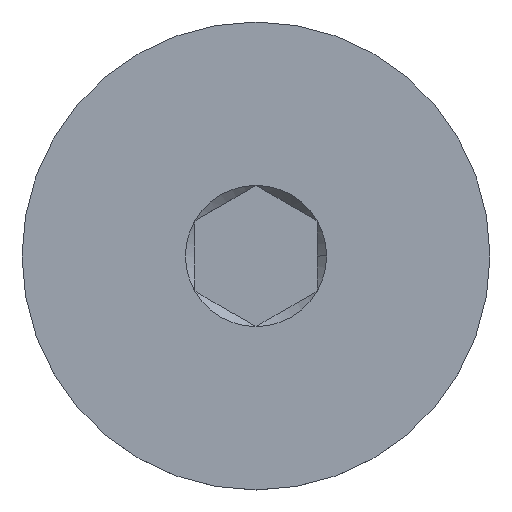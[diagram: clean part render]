
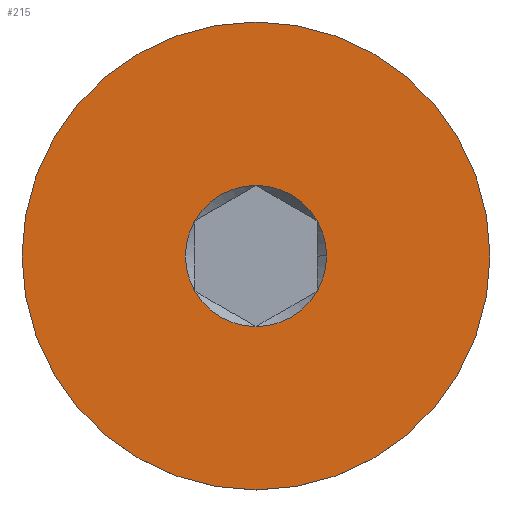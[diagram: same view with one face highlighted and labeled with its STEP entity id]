
A CAD part, top view. The second image highlights one B-rep face of the part: STEP entity #215.
In plain terms, the highlighted planar face has unit normal (0, 0, 1).
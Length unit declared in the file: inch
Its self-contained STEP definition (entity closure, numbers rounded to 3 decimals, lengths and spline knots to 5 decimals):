
#15 = CIRCLE ( 'NONE', #140, 0.05413 ) ;
#16 = DIRECTION ( 'NONE',  ( 1., 0., 0. ) ) ;
#22 = CARTESIAN_POINT ( 'NONE',  ( 0.04688, -0.02706, 0. ) ) ;
#33 = CARTESIAN_POINT ( 'NONE',  ( 0., 0., 0. ) ) ;
#42 = CARTESIAN_POINT ( 'NONE',  ( 0., -0.1795, 0. ) ) ;
#70 = CARTESIAN_POINT ( 'NONE',  ( 0., 0., 0. ) ) ;
#76 = EDGE_CURVE ( 'NONE', #134, #374, #625, .T. ) ;
#85 = EDGE_LOOP ( 'NONE', ( #96, #587, #129, #163, #442, #733, #610 ) ) ;
#86 = DIRECTION ( 'NONE',  ( 1., 0., 0. ) ) ;
#96 = ORIENTED_EDGE ( 'NONE', *, *, #380, .F. ) ;
#97 = CIRCLE ( 'NONE', #679, 0.05413 ) ;
#121 = AXIS2_PLACEMENT_3D ( 'NONE', #210, #142, #156 ) ;
#129 = ORIENTED_EDGE ( 'NONE', *, *, #579, .F. ) ;
#132 = DIRECTION ( 'NONE',  ( 1., 0., 0. ) ) ;
#134 = VERTEX_POINT ( 'NONE', #673 ) ;
#135 = DIRECTION ( 'NONE',  ( 1., 0., 0. ) ) ;
#140 = AXIS2_PLACEMENT_3D ( 'NONE', #292, #287, #409 ) ;
#142 = DIRECTION ( 'NONE',  ( 0., 0., -1. ) ) ;
#146 = VERTEX_POINT ( 'NONE', #22 ) ;
#156 = DIRECTION ( 'NONE',  ( 0., 1., 0. ) ) ;
#157 = EDGE_CURVE ( 'NONE', #584, #362, #546, .T. ) ;
#162 = CARTESIAN_POINT ( 'NONE',  ( -0.04688, 0.02706, 0. ) ) ;
#163 = ORIENTED_EDGE ( 'NONE', *, *, #569, .F. ) ;
#167 = DIRECTION ( 'NONE',  ( 0., 0., 1. ) ) ;
#178 = DIRECTION ( 'NONE',  ( 0., 0., 1. ) ) ;
#187 = EDGE_LOOP ( 'NONE', ( #652, #601 ) ) ;
#206 = EDGE_CURVE ( 'NONE', #362, #584, #460, .T. ) ;
#207 = DIRECTION ( 'NONE',  ( 0., 0., 1. ) ) ;
#210 = CARTESIAN_POINT ( 'NONE',  ( 0., 0., 0. ) ) ;
#215 = ADVANCED_FACE ( 'NONE', ( #454, #622 ), #634, .F. ) ;
#219 = CARTESIAN_POINT ( 'NONE',  ( 0.05413, 0., 0. ) ) ;
#230 = AXIS2_PLACEMENT_3D ( 'NONE', #603, #178, #132 ) ;
#251 = DIRECTION ( 'NONE',  ( 0., 0., -1. ) ) ;
#261 = DIRECTION ( 'NONE',  ( 0., 0., 1. ) ) ;
#269 = DIRECTION ( 'NONE',  ( 0., 0., -1. ) ) ;
#271 = DIRECTION ( 'NONE',  ( 1., 0., 0. ) ) ;
#275 = AXIS2_PLACEMENT_3D ( 'NONE', #678, #261, #86 ) ;
#278 = EDGE_CURVE ( 'NONE', #484, #531, #498, .T. ) ;
#287 = DIRECTION ( 'NONE',  ( 0., 0., 1. ) ) ;
#292 = CARTESIAN_POINT ( 'NONE',  ( 0., 0., 0. ) ) ;
#302 = DIRECTION ( 'NONE',  ( 0., 0., 1. ) ) ;
#342 = AXIS2_PLACEMENT_3D ( 'NONE', #646, #167, #763 ) ;
#362 = VERTEX_POINT ( 'NONE', #42 ) ;
#374 = VERTEX_POINT ( 'NONE', #162 ) ;
#380 = EDGE_CURVE ( 'NONE', #720, #134, #408, .T. ) ;
#389 = DIRECTION ( 'NONE',  ( 0., -1., 0. ) ) ;
#395 = CARTESIAN_POINT ( 'NONE',  ( 0., 0., 0. ) ) ;
#396 = EDGE_CURVE ( 'NONE', #374, #484, #15, .T. ) ;
#408 = CIRCLE ( 'NONE', #342, 0.05413 ) ;
#409 = DIRECTION ( 'NONE',  ( 1., 0., 0. ) ) ;
#442 = ORIENTED_EDGE ( 'NONE', *, *, #278, .F. ) ;
#453 = AXIS2_PLACEMENT_3D ( 'NONE', #395, #207, #271 ) ;
#454 = FACE_OUTER_BOUND ( 'NONE', #187, .T. ) ;
#460 = CIRCLE ( 'NONE', #509, 0.1795 ) ;
#473 = CARTESIAN_POINT ( 'NONE',  ( 0., -0.05413, 0. ) ) ;
#479 = VERTEX_POINT ( 'NONE', #219 ) ;
#484 = VERTEX_POINT ( 'NONE', #577 ) ;
#493 = DIRECTION ( 'NONE',  ( 0., -1., 0. ) ) ;
#498 = CIRCLE ( 'NONE', #453, 0.05413 ) ;
#509 = AXIS2_PLACEMENT_3D ( 'NONE', #33, #269, #389 ) ;
#511 = CIRCLE ( 'NONE', #581, 0.05413 ) ;
#531 = VERTEX_POINT ( 'NONE', #473 ) ;
#541 = EDGE_CURVE ( 'NONE', #479, #720, #576, .T. ) ;
#546 = CIRCLE ( 'NONE', #739, 0.1795 ) ;
#558 = CARTESIAN_POINT ( 'NONE',  ( 0.04688, 0.02706, 0. ) ) ;
#569 = EDGE_CURVE ( 'NONE', #531, #146, #511, .T. ) ;
#576 = CIRCLE ( 'NONE', #230, 0.05413 ) ;
#577 = CARTESIAN_POINT ( 'NONE',  ( -0.04688, -0.02706, 0. ) ) ;
#579 = EDGE_CURVE ( 'NONE', #146, #479, #97, .T. ) ;
#581 = AXIS2_PLACEMENT_3D ( 'NONE', #591, #608, #135 ) ;
#584 = VERTEX_POINT ( 'NONE', #612 ) ;
#587 = ORIENTED_EDGE ( 'NONE', *, *, #541, .F. ) ;
#591 = CARTESIAN_POINT ( 'NONE',  ( 0., 0., 0. ) ) ;
#601 = ORIENTED_EDGE ( 'NONE', *, *, #157, .F. ) ;
#603 = CARTESIAN_POINT ( 'NONE',  ( 0., 0., 0. ) ) ;
#608 = DIRECTION ( 'NONE',  ( 0., 0., 1. ) ) ;
#610 = ORIENTED_EDGE ( 'NONE', *, *, #76, .F. ) ;
#612 = CARTESIAN_POINT ( 'NONE',  ( 0., 0.1795, 0. ) ) ;
#622 = FACE_BOUND ( 'NONE', #85, .T. ) ;
#625 = CIRCLE ( 'NONE', #275, 0.05413 ) ;
#634 = PLANE ( 'NONE',  #121 ) ;
#646 = CARTESIAN_POINT ( 'NONE',  ( 0., 0., 0. ) ) ;
#652 = ORIENTED_EDGE ( 'NONE', *, *, #206, .F. ) ;
#673 = CARTESIAN_POINT ( 'NONE',  ( 0., 0.05413, 0. ) ) ;
#678 = CARTESIAN_POINT ( 'NONE',  ( 0., 0., 0. ) ) ;
#679 = AXIS2_PLACEMENT_3D ( 'NONE', #70, #302, #16 ) ;
#720 = VERTEX_POINT ( 'NONE', #558 ) ;
#724 = CARTESIAN_POINT ( 'NONE',  ( 0., 0., 0. ) ) ;
#733 = ORIENTED_EDGE ( 'NONE', *, *, #396, .F. ) ;
#739 = AXIS2_PLACEMENT_3D ( 'NONE', #724, #251, #493 ) ;
#763 = DIRECTION ( 'NONE',  ( 1., 0., 0. ) ) ;
